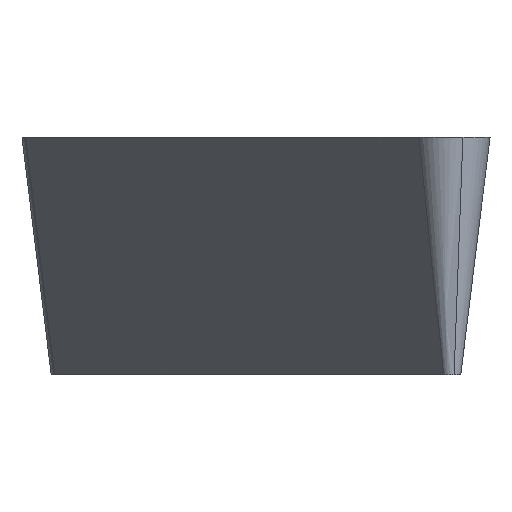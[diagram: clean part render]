
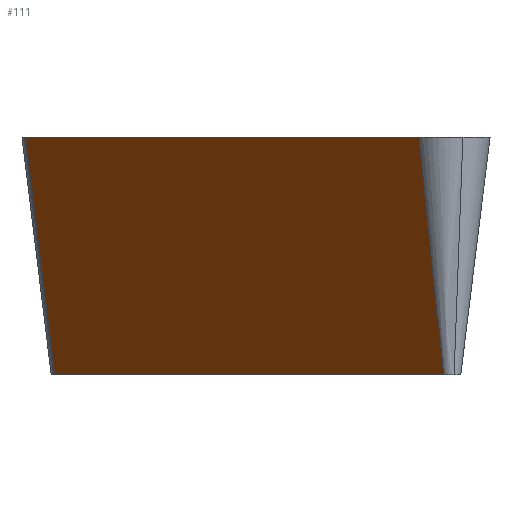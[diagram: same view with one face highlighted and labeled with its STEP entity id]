
A CAD part, front view. The second image highlights one B-rep face of the part: STEP entity #111.
In plain terms, the highlighted planar face has unit normal (-0.813, -0.569, -0.122).
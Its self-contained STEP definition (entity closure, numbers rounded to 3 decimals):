
#62=PLANE('',#556);
#72=LINE('',#1223,#92);
#73=LINE('',#1226,#93);
#74=LINE('',#1244,#94);
#75=LINE('',#1246,#95);
#92=VECTOR('',#591,1.);
#93=VECTOR('',#592,1.);
#94=VECTOR('',#593,1.);
#95=VECTOR('',#594,1.);
#111=ADVANCED_FACE('',(#155),#62,.F.);
#155=FACE_OUTER_BOUND('',#181,.T.);
#181=EDGE_LOOP('',(#227,#228,#229,#230,#231,#232));
#227=ORIENTED_EDGE('',*,*,#419,.T.);
#228=ORIENTED_EDGE('',*,*,#420,.T.);
#229=ORIENTED_EDGE('',*,*,#421,.T.);
#230=ORIENTED_EDGE('',*,*,#422,.T.);
#231=ORIENTED_EDGE('',*,*,#423,.T.);
#232=ORIENTED_EDGE('',*,*,#424,.F.);
#369=VERTEX_POINT('',#1224);
#370=VERTEX_POINT('',#1225);
#371=VERTEX_POINT('',#1227);
#372=VERTEX_POINT('',#1238);
#373=VERTEX_POINT('',#1243);
#374=VERTEX_POINT('',#1245);
#419=EDGE_CURVE('',#369,#370,#72,.T.);
#420=EDGE_CURVE('',#370,#371,#73,.T.);
#421=EDGE_CURVE('',#371,#372,#495,.T.);
#422=EDGE_CURVE('',#372,#373,#496,.T.);
#423=EDGE_CURVE('',#373,#374,#74,.T.);
#424=EDGE_CURVE('',#369,#374,#75,.T.);
#495=B_SPLINE_CURVE_WITH_KNOTS('',3,(#1228,#1229,#1230,#1231,#1232,#1233,
#1234,#1235,#1236,#1237),.UNSPECIFIED.,.F.,.F.,(4,3,3,4),(0.,0.032,
0.354,1.),.UNSPECIFIED.);
#496=B_SPLINE_CURVE_WITH_KNOTS('',3,(#1239,#1240,#1241,#1242),
 .UNSPECIFIED.,.F.,.F.,(4,4),(0.,1.),.UNSPECIFIED.);
#556=AXIS2_PLACEMENT_3D('',#1247,#595,#596);
#591=DIRECTION('',(0.122,0.038,-0.992));
#592=DIRECTION('',(0.574,-0.819,0.));
#593=DIRECTION('',(-0.1,-0.07,0.993));
#594=DIRECTION('',(0.574,-0.819,0.));
#595=DIRECTION('',(0.813,0.569,0.122));
#596=DIRECTION('',(0.1,0.07,-0.993));
#1223=CARTESIAN_POINT('',(-4.684,-1.602,-0.052));
#1224=CARTESIAN_POINT('',(-4.691,-1.604,0.));
#1225=CARTESIAN_POINT('',(-4.096,-1.417,-4.84));
#1226=CARTESIAN_POINT('',(-3.414,-2.391,-4.84));
#1227=CARTESIAN_POINT('',(3.82,-12.723,-4.84));
#1228=CARTESIAN_POINT('',(3.82,-12.723,-4.84));
#1229=CARTESIAN_POINT('',(3.819,-12.723,-4.828));
#1230=CARTESIAN_POINT('',(3.818,-12.724,-4.817));
#1231=CARTESIAN_POINT('',(3.816,-12.725,-4.805));
#1232=CARTESIAN_POINT('',(3.805,-12.733,-4.687));
#1233=CARTESIAN_POINT('',(3.793,-12.742,-4.568));
#1234=CARTESIAN_POINT('',(3.781,-12.75,-4.45));
#1235=CARTESIAN_POINT('',(3.757,-12.767,-4.213));
#1236=CARTESIAN_POINT('',(3.733,-12.783,-3.976));
#1237=CARTESIAN_POINT('',(3.709,-12.8,-3.739));
#1238=CARTESIAN_POINT('',(3.709,-12.8,-3.739));
#1239=CARTESIAN_POINT('',(3.709,-12.8,-3.739));
#1240=CARTESIAN_POINT('',(3.704,-12.793,-3.739));
#1241=CARTESIAN_POINT('',(3.7,-12.786,-3.739));
#1242=CARTESIAN_POINT('',(3.695,-12.779,-3.739));
#1243=CARTESIAN_POINT('',(3.695,-12.779,-3.739));
#1244=CARTESIAN_POINT('',(3.132,-13.173,1.857));
#1245=CARTESIAN_POINT('',(3.319,-13.043,0.));
#1246=CARTESIAN_POINT('',(-3.901,-2.732,0.));
#1247=CARTESIAN_POINT('',(-3.901,-2.732,0.));
